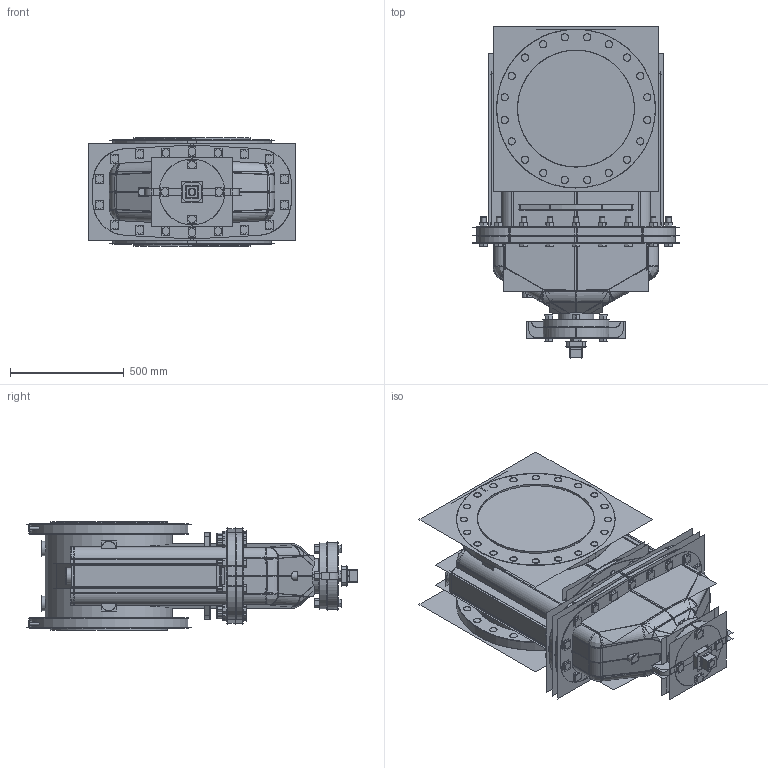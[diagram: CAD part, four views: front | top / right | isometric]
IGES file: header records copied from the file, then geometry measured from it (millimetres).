
Start section:  PTC IGES file: 20 nrs ff assy website.igs
Global section: file name: 20 nrs ff assy website.igs; native system: Pro/ENGINEER by Parametric Technology Corporation; preprocessor: 2010280; author: smm2; organization: Unknown; date: 20141114.073052; units: inch
Bounding box: 911.35 x 1459.27 x 475.49 mm (x, y, z)
Surface area: 13651858.3 mm2 (no closed solid volume)
Topology: 0 solids, 0 shells, 2258 faces, 31252 edges, 40694 vertices
Faces by surface type: bspline 1460, revolution 798
